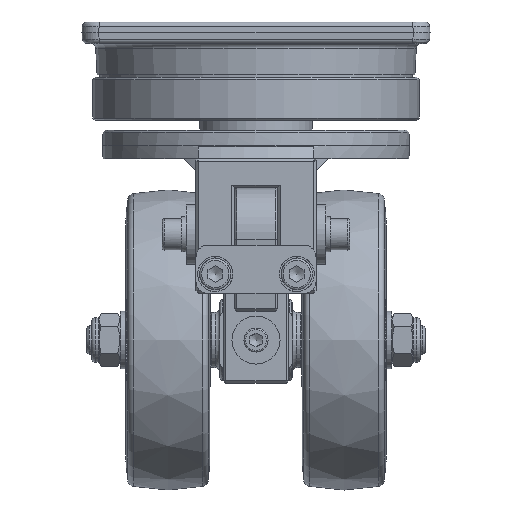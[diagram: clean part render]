
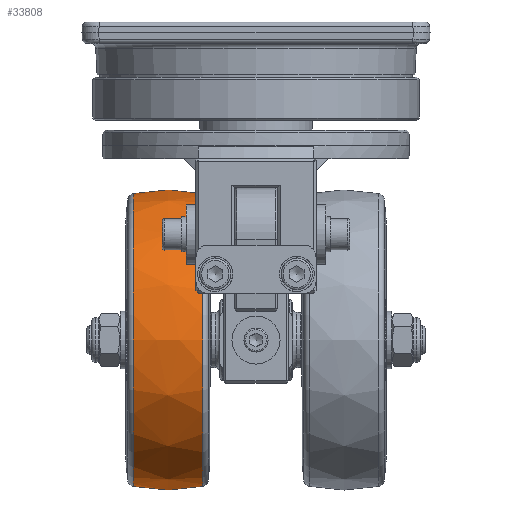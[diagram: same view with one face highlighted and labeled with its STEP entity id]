
A CAD part, left-side view. The second image highlights one B-rep face of the part: STEP entity #33808.
In plain terms, the highlighted free-form (B-spline) face has degree [2, 2] with [3, 9] control points.
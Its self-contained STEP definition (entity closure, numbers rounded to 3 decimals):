
#58=(
BOUNDED_SURFACE()
B_SPLINE_SURFACE(2,2,((#51622,#51623,#51624,#51625,#51626,#51627,#51628,
#51629,#51630),(#51631,#51632,#51633,#51634,#51635,#51636,#51637,#51638,
#51639),(#51640,#51641,#51642,#51643,#51644,#51645,#51646,#51647,#51648)),
 .UNSPECIFIED.,.F.,.T.,.F.)
B_SPLINE_SURFACE_WITH_KNOTS((3,3),(3,2,2,2,3),(-0.207,0.209),
(-3.142,-1.571,0.,1.571,3.142),
 .UNSPECIFIED.)
GEOMETRIC_REPRESENTATION_ITEM()
RATIONAL_B_SPLINE_SURFACE(((1.,0.707,1.,0.707,1.,
0.707,1.,0.707,1.),(0.978,0.692,
0.978,0.692,0.978,0.692,0.978,
0.692,0.978),(1.,0.707,1.,0.707,
1.,0.707,1.,0.707,1.)))
REPRESENTATION_ITEM('')
SURFACE()
);
#9600=FACE_OUTER_BOUND('',#11500,.T.);
#11500=EDGE_LOOP('',(#24658,#24659,#24660,#24661,#24662,#24663));
#13289=CIRCLE('',#35672,61.007);
#13290=CIRCLE('',#35673,61.007);
#13292=CIRCLE('',#35675,60.979);
#13293=CIRCLE('',#35676,60.979);
#13294=CIRCLE('',#35677,70.);
#14895=VERTEX_POINT('',#51617);
#14896=VERTEX_POINT('',#51618);
#14897=VERTEX_POINT('',#51649);
#14898=VERTEX_POINT('',#51650);
#18585=EDGE_CURVE('',#14895,#14896,#13289,.T.);
#18586=EDGE_CURVE('',#14896,#14895,#13290,.T.);
#18588=EDGE_CURVE('',#14897,#14898,#13292,.T.);
#18589=EDGE_CURVE('',#14898,#14897,#13293,.T.);
#18590=EDGE_CURVE('',#14898,#14896,#13294,.T.);
#24658=ORIENTED_EDGE('',*,*,#18588,.F.);
#24659=ORIENTED_EDGE('',*,*,#18589,.F.);
#24660=ORIENTED_EDGE('',*,*,#18590,.T.);
#24661=ORIENTED_EDGE('',*,*,#18586,.T.);
#24662=ORIENTED_EDGE('',*,*,#18585,.T.);
#24663=ORIENTED_EDGE('',*,*,#18590,.F.);
#33808=ADVANCED_FACE('',(#9600),#58,.F.);
#35672=AXIS2_PLACEMENT_3D('',#51619,#38847,#38848);
#35673=AXIS2_PLACEMENT_3D('',#51620,#38849,#38850);
#35675=AXIS2_PLACEMENT_3D('',#51651,#38853,#38854);
#35676=AXIS2_PLACEMENT_3D('',#51652,#38855,#38856);
#35677=AXIS2_PLACEMENT_3D('',#51653,#38857,#38858);
#38847=DIRECTION('center_axis',(0.,-1.,0.));
#38848=DIRECTION('ref_axis',(1.,0.,0.));
#38849=DIRECTION('center_axis',(0.,-1.,0.));
#38850=DIRECTION('ref_axis',(1.,0.,0.));
#38853=DIRECTION('center_axis',(0.,-1.,0.));
#38854=DIRECTION('ref_axis',(1.,0.,0.));
#38855=DIRECTION('center_axis',(0.,-1.,0.));
#38856=DIRECTION('ref_axis',(1.,0.,0.));
#38857=DIRECTION('center_axis',(0.,0.,
-1.));
#38858=DIRECTION('ref_axis',(-1.,0.,0.));
#51617=CARTESIAN_POINT('',(96.007,51.142,-132.5));
#51618=CARTESIAN_POINT('',(-26.007,51.142,-132.5));
#51619=CARTESIAN_POINT('Origin',(35.,51.142,-132.5));
#51620=CARTESIAN_POINT('Origin',(35.,51.142,-132.5));
#51622=CARTESIAN_POINT('Ctrl Pts',(-26.007,51.142,-132.5));
#51623=CARTESIAN_POINT('Ctrl Pts',(-26.007,51.142,-193.507));
#51624=CARTESIAN_POINT('Ctrl Pts',(35.,51.142,-193.507));
#51625=CARTESIAN_POINT('Ctrl Pts',(96.007,51.142,-193.507));
#51626=CARTESIAN_POINT('Ctrl Pts',(96.007,51.142,-132.5));
#51627=CARTESIAN_POINT('Ctrl Pts',(96.007,51.142,-71.493));
#51628=CARTESIAN_POINT('Ctrl Pts',(35.,51.142,-71.493));
#51629=CARTESIAN_POINT('Ctrl Pts',(-26.007,51.142,-71.493));
#51630=CARTESIAN_POINT('Ctrl Pts',(-26.007,51.142,-132.5));
#51631=CARTESIAN_POINT('Ctrl Pts',(-29.04,36.693,-132.5));
#51632=CARTESIAN_POINT('Ctrl Pts',(-29.04,36.693,-196.54));
#51633=CARTESIAN_POINT('Ctrl Pts',(35.,36.693,-196.54));
#51634=CARTESIAN_POINT('Ctrl Pts',(99.04,36.693,-196.54));
#51635=CARTESIAN_POINT('Ctrl Pts',(99.04,36.693,-132.5));
#51636=CARTESIAN_POINT('Ctrl Pts',(99.04,36.693,-68.46));
#51637=CARTESIAN_POINT('Ctrl Pts',(35.,36.693,-68.46));
#51638=CARTESIAN_POINT('Ctrl Pts',(-29.04,36.693,-68.46));
#51639=CARTESIAN_POINT('Ctrl Pts',(-29.04,36.693,-132.5));
#51640=CARTESIAN_POINT('Ctrl Pts',(-25.979,22.249,-132.5));
#51641=CARTESIAN_POINT('Ctrl Pts',(-25.979,22.249,-193.479));
#51642=CARTESIAN_POINT('Ctrl Pts',(35.,22.249,-193.479));
#51643=CARTESIAN_POINT('Ctrl Pts',(95.979,22.249,-193.479));
#51644=CARTESIAN_POINT('Ctrl Pts',(95.979,22.249,-132.5));
#51645=CARTESIAN_POINT('Ctrl Pts',(95.979,22.249,-71.521));
#51646=CARTESIAN_POINT('Ctrl Pts',(35.,22.249,-71.521));
#51647=CARTESIAN_POINT('Ctrl Pts',(-25.979,22.249,-71.521));
#51648=CARTESIAN_POINT('Ctrl Pts',(-25.979,22.249,-132.5));
#51649=CARTESIAN_POINT('',(95.979,22.249,-132.5));
#51650=CARTESIAN_POINT('',(-25.979,22.249,-132.5));
#51651=CARTESIAN_POINT('Origin',(35.,22.249,-132.5));
#51652=CARTESIAN_POINT('Origin',(35.,22.249,-132.5));
#51653=CARTESIAN_POINT('Origin',(42.5,36.763,-132.5));
